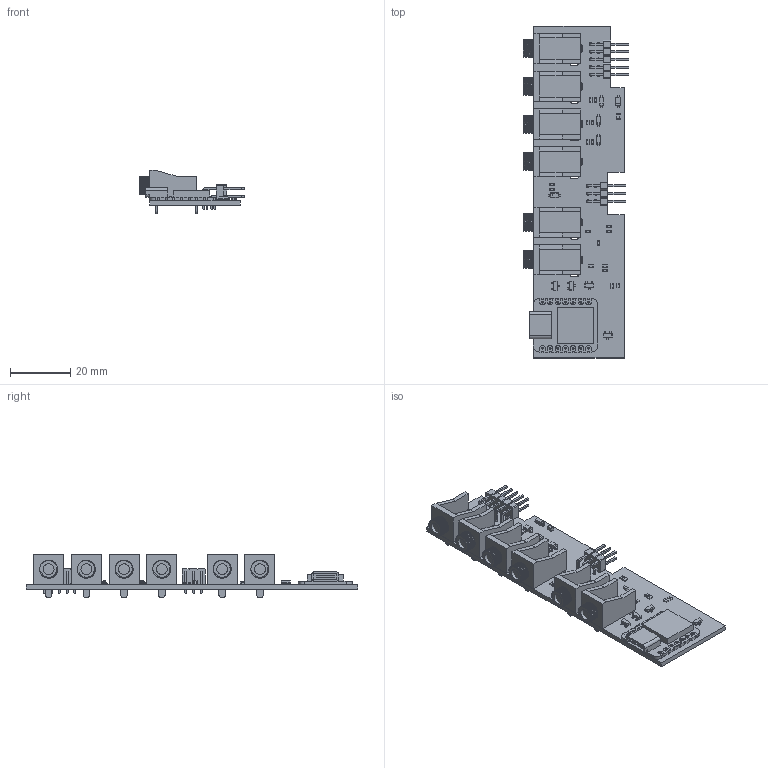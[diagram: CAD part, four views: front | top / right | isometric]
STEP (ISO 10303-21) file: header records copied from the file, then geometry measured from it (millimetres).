
FILE_DESCRIPTION(('KiCad electronic assembly'),'2;1');
FILE_NAME('jade_hardware.step','2021-03-07T17:22:52',('An Author'),( 'A Company'),'Open CASCADE STEP processor 7.5', 'KiCad to STEP converter','Unknown');
FILE_SCHEMA(('AUTOMOTIVE_DESIGN { 1 0 10303 214 1 1 1 1 }'));
Length unit declared in the file: millimetre
Products named in the file (20): Open CASCADE STEP translator 7.5 1; Seeeduino Xiao; SOLID; R_0603_1608Metric; SOT-23; PJ302M_NonSwitch; COMPOUND; PinHeader_2x03_P2.54mm_Horizontal; PinHeader_2x05_P2.54mm_Horizontal; D_SOD-123; C_0603_1608Metric; C_0805_2012Metric
Assembly tree (46 placements, depth 3):
  Open CASCADE STEP translator 7.5 1
    Seeeduino Xiao
      SOLID
    R_0603_1608Metric  x16
      SOLID
    SOT-23  x4
      SOLID
    PJ302M_NonSwitch  x6
      COMPOUND
    PinHeader_2x03_P2.54mm_Horizontal
      SOLID
    PinHeader_2x05_P2.54mm_Horizontal
      SOLID
    D_SOD-123  x5
      SOLID
    C_0603_1608Metric
      SOLID
    C_0805_2012Metric
      SOLID
    COMPOUND
Bounding box: 35.08 x 110 x 14.5 mm (x, y, z)
Volume: 10392.7 mm3; surface area: 16547.9 mm2
Topology: 55 solids, 55 shells, 2115 faces, 5337 edges, 3376 vertices
Faces by surface type: plane 1357, cylinder 508, bspline 250
Full cylindrical faces by diameter (mm): 0.6 x14, 1 x16, 3.6 x12, 5.351 x42, 5.927 x42
Entity records: 70346 total; most frequent: CARTESIAN_POINT 14767, DIRECTION 9374, LINE 6409, VECTOR 6409, ORIENTED_EDGE 4966, PCURVE 4966, DEFINITIONAL_REPRESENTATION 4966, EDGE_CURVE 2483
